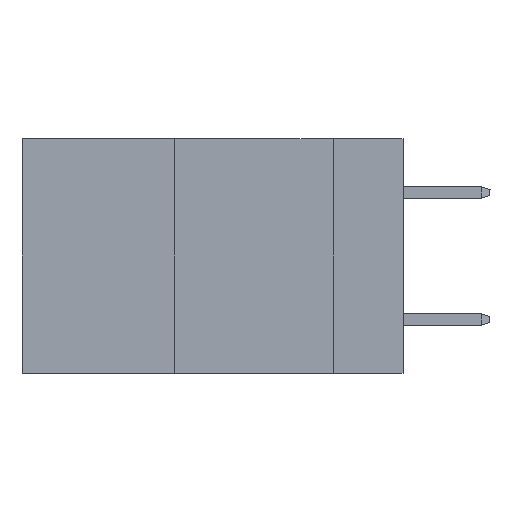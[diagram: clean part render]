
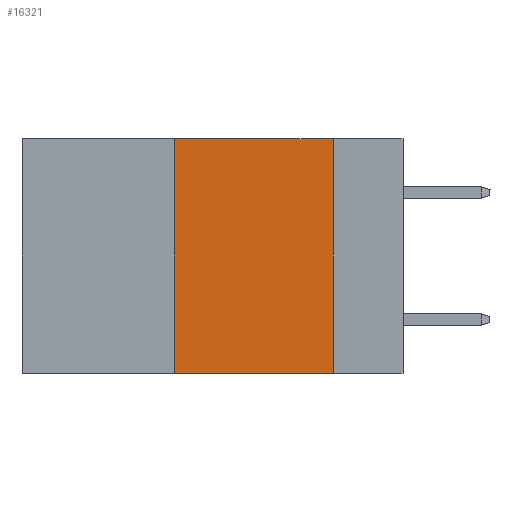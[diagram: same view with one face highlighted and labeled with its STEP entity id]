
A CAD part, left-side view. The second image highlights one B-rep face of the part: STEP entity #16321.
In plain terms, the highlighted planar face has unit normal (-1, 0, 0).
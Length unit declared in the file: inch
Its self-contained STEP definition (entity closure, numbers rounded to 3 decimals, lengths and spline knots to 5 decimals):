
#642 = LINE ( 'NONE', #15956, #15409 ) ;
#1366 = DIRECTION ( 'NONE',  ( 0., 0., -1. ) ) ;
#2011 = ORIENTED_EDGE ( 'NONE', *, *, #21609, .T. ) ;
#3990 = DIRECTION ( 'NONE',  ( 0., 0., 1. ) ) ;
#4562 = VECTOR ( 'NONE', #23871, 39.37008 ) ;
#5685 = ORIENTED_EDGE ( 'NONE', *, *, #18636, .F. ) ;
#6665 = LINE ( 'NONE', #35934, #20231 ) ;
#8825 = VERTEX_POINT ( 'NONE', #28733 ) ;
#9530 = EDGE_CURVE ( 'NONE', #32498, #8825, #642, .T. ) ;
#10157 = ORIENTED_EDGE ( 'NONE', *, *, #38153, .F. ) ;
#11049 = CARTESIAN_POINT ( 'NONE',  ( 0., 0.11, 0. ) ) ;
#11215 = DIRECTION ( 'NONE',  ( 1., 0., 0. ) ) ;
#13865 = LINE ( 'NONE', #22681, #15596 ) ;
#13979 = FACE_OUTER_BOUND ( 'NONE', #17674, .T. ) ;
#15195 = CARTESIAN_POINT ( 'NONE',  ( 0., 0.11, 0. ) ) ;
#15409 = VECTOR ( 'NONE', #3990, 39.37008 ) ;
#15596 = VECTOR ( 'NONE', #32382, 39.37008 ) ;
#15956 = CARTESIAN_POINT ( 'NONE',  ( 0., 0.36, 0. ) ) ;
#16321 = ADVANCED_FACE ( 'NONE', ( #13979 ), #17306, .F. ) ;
#17306 = PLANE ( 'NONE',  #39025 ) ;
#17674 = EDGE_LOOP ( 'NONE', ( #10157, #5685, #35536, #2011 ) ) ;
#18636 = EDGE_CURVE ( 'NONE', #8825, #20985, #13865, .T. ) ;
#20231 = VECTOR ( 'NONE', #23479, 39.37008 ) ;
#20985 = VERTEX_POINT ( 'NONE', #15195 ) ;
#21609 = EDGE_CURVE ( 'NONE', #32498, #21672, #6665, .T. ) ;
#21672 = VERTEX_POINT ( 'NONE', #36561 ) ;
#22681 = CARTESIAN_POINT ( 'NONE',  ( 0., 0.6, 0. ) ) ;
#23479 = DIRECTION ( 'NONE',  ( 0., -1., 0. ) ) ;
#23871 = DIRECTION ( 'NONE',  ( 0., 0., -1. ) ) ;
#26414 = LINE ( 'NONE', #11049, #4562 ) ;
#28733 = CARTESIAN_POINT ( 'NONE',  ( 0., 0.36, 0. ) ) ;
#30176 = CARTESIAN_POINT ( 'NONE',  ( 0., 0.6, 0. ) ) ;
#32382 = DIRECTION ( 'NONE',  ( 0., -1., 0. ) ) ;
#32498 = VERTEX_POINT ( 'NONE', #36752 ) ;
#35536 = ORIENTED_EDGE ( 'NONE', *, *, #9530, .F. ) ;
#35934 = CARTESIAN_POINT ( 'NONE',  ( 0., 0.6, -0.37 ) ) ;
#36561 = CARTESIAN_POINT ( 'NONE',  ( 0., 0.11, -0.37 ) ) ;
#36752 = CARTESIAN_POINT ( 'NONE',  ( 0., 0.36, -0.37 ) ) ;
#38153 = EDGE_CURVE ( 'NONE', #20985, #21672, #26414, .T. ) ;
#39025 = AXIS2_PLACEMENT_3D ( 'NONE', #30176, #11215, #1366 ) ;
